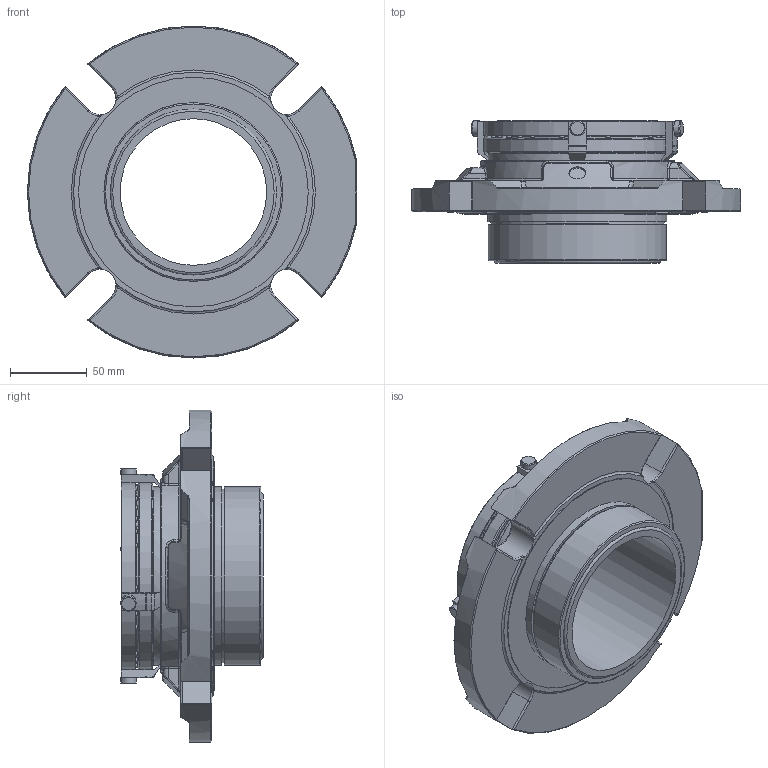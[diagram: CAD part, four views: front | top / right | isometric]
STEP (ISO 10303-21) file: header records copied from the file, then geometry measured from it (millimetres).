
FILE_DESCRIPTION(/* description */ ('Unknown'),/* implementation_level */ '2;1');
FILE_NAME(/* name */ '3.750 CDP',/* time_stamp */ '2023-04-18T14:04:52-04:00',/* author */ ('Unknown'),/* organization */ ('Unknown'),/* preprocessor_version */ 'ST-DEVELOPER v18.102',/* originating_system */ 'Solid Edge',/* authorisation */ 'Unknown');
FILE_SCHEMA (('AUTOMOTIVE_DESIGN {1 0 10303 214 3 1 1}'));
Length unit declared in the file: millimetre
Products named in the file (1): 3057499-3.750 CDP
Bounding box: 213.82 x 92.63 x 215.65 mm (x, y, z)
Volume: 821546.5 mm3; surface area: 134767 mm2
Topology: 1 solids, 1 shells, 730 faces, 1926 edges, 1198 vertices
Faces by surface type: cylinder 204, plane 204, torus 126, bspline 121, sphere 40, cone 35
Full cylindrical faces by diameter (mm): 2.87 x25, 3.175 x2, 3.761 x1, 10 x4, 10.998 x2, 95.25 x1, 107.925 x1, 109.931 x1, 112.878 x1, 115.773 x1, 115.875 x1, 116.205 x1, 122.072 x1, 149.225 x1
Entity records: 25448 total; most frequent: CARTESIAN_POINT 9251, ORIENTED_EDGE 3522, DIRECTION 3053, EDGE_CURVE 1761, AXIS2_PLACEMENT_3D 1291, VERTEX_POINT 1134, EDGE_LOOP 895, FACE_BOUND 895
